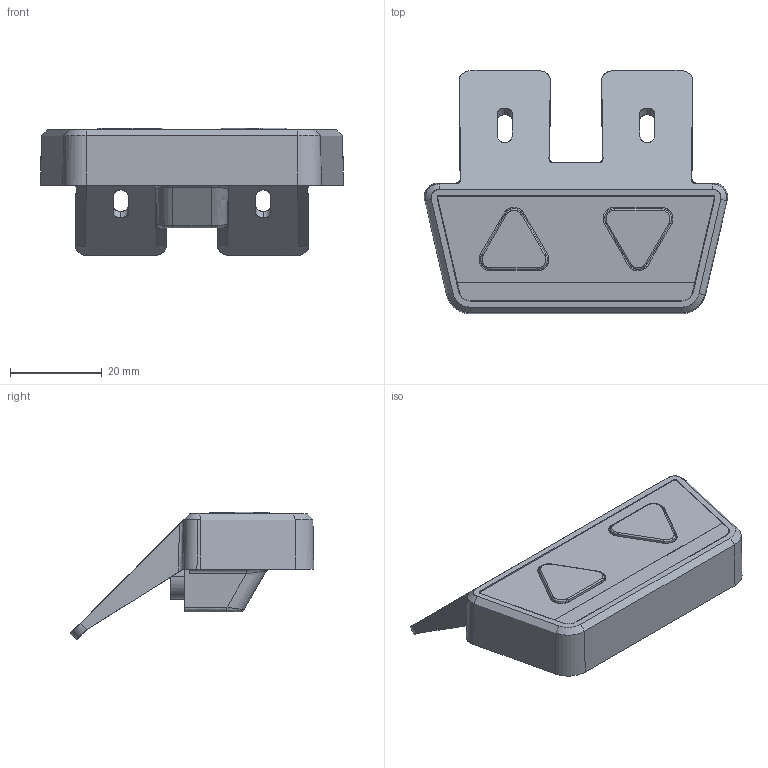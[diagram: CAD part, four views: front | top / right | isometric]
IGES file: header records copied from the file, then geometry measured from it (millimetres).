
Start section: SolidWorks IGES file using analytic representation for surfaces
Global section: file name: MotionAssist100.02.IGS; native system: SolidWorks 2018; preprocessor: SolidWorks 2018; author: CKuhn; date: 200130.071638; units: millimetre
Bounding box: 65.98 x 52.98 x 27.78 mm (x, y, z)
Surface area: 11450.5 mm2 (no closed solid volume)
Topology: 0 solids, 0 shells, 201 faces, 2202 edges, 2202 vertices
Faces by surface type: bspline 114, revolution 87
